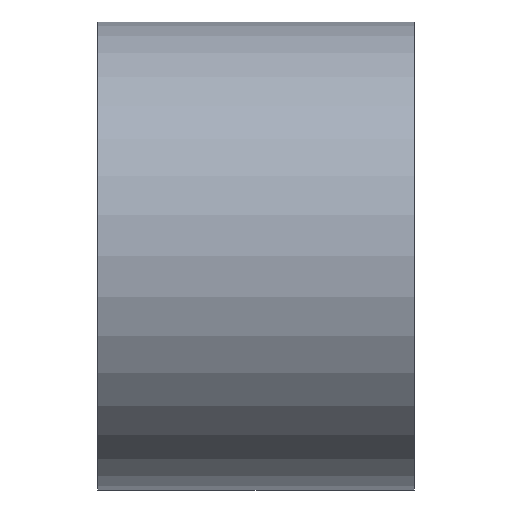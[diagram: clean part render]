
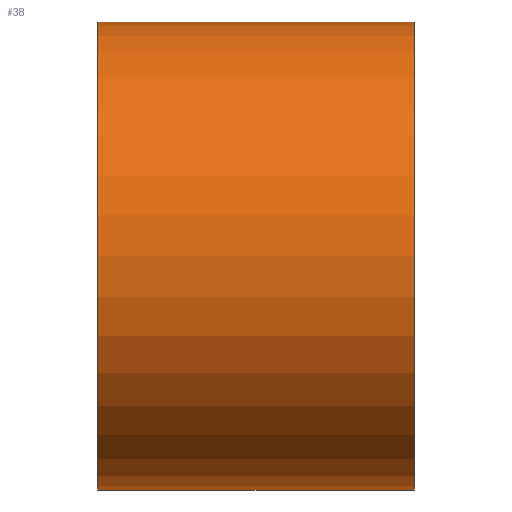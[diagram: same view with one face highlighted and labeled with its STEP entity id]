
A CAD part, left-side view. The second image highlights one B-rep face of the part: STEP entity #38.
In plain terms, the highlighted cylindrical face has radius 28.824 mm (diameter 57.648 mm), a partial arc.
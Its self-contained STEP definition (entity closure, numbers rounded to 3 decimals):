
#5 = CARTESIAN_POINT ( 'NONE',  ( 0., 140.5, 0. ) ) ;
#11 = ORIENTED_EDGE ( 'NONE', *, *, #62, .T. ) ;
#24 = CARTESIAN_POINT ( 'NONE',  ( 0., 179.5, -28.824 ) ) ;
#32 = EDGE_CURVE ( 'NONE', #121, #175, #156, .T. ) ;
#38 = ADVANCED_FACE ( 'NONE', ( #192 ), #142, .T. ) ;
#40 = CIRCLE ( 'NONE', #123, 28.824 ) ;
#41 = CIRCLE ( 'NONE', #173, 28.824 ) ;
#49 = ORIENTED_EDGE ( 'NONE', *, *, #149, .F. ) ;
#62 = EDGE_CURVE ( 'NONE', #65, #175, #41, .T. ) ;
#64 = VECTOR ( 'NONE', #183, 1000. ) ;
#65 = VERTEX_POINT ( 'NONE', #194 ) ;
#66 = DIRECTION ( 'NONE',  ( 0., 0., -1. ) ) ;
#69 = DIRECTION ( 'NONE',  ( 0., -1., 0. ) ) ;
#84 = CARTESIAN_POINT ( 'NONE',  ( 0., 140.5, 28.824 ) ) ;
#96 = ORIENTED_EDGE ( 'NONE', *, *, #32, .F. ) ;
#98 = DIRECTION ( 'NONE',  ( 0., -1., 0. ) ) ;
#104 = VECTOR ( 'NONE', #128, 1000. ) ;
#105 = ORIENTED_EDGE ( 'NONE', *, *, #197, .T. ) ;
#112 = DIRECTION ( 'NONE',  ( 0., 1., 0. ) ) ;
#115 = CARTESIAN_POINT ( 'NONE',  ( 0., 140.5, -28.824 ) ) ;
#117 = LINE ( 'NONE', #84, #64 ) ;
#118 = CARTESIAN_POINT ( 'NONE',  ( 0., 179.5, 0. ) ) ;
#121 = VERTEX_POINT ( 'NONE', #115 ) ;
#123 = AXIS2_PLACEMENT_3D ( 'NONE', #162, #98, #151 ) ;
#127 = AXIS2_PLACEMENT_3D ( 'NONE', #5, #112, #181 ) ;
#128 = DIRECTION ( 'NONE',  ( 0., 1., 0. ) ) ;
#129 = CARTESIAN_POINT ( 'NONE',  ( 0., 140.5, -28.824 ) ) ;
#142 = CYLINDRICAL_SURFACE ( 'NONE', #127, 28.824 ) ;
#149 = EDGE_CURVE ( 'NONE', #161, #121, #40, .T. ) ;
#151 = DIRECTION ( 'NONE',  ( 0., 0., -1. ) ) ;
#154 = EDGE_LOOP ( 'NONE', ( #96, #49, #105, #11 ) ) ;
#156 = LINE ( 'NONE', #129, #104 ) ;
#161 = VERTEX_POINT ( 'NONE', #166 ) ;
#162 = CARTESIAN_POINT ( 'NONE',  ( 0., 140.5, 0. ) ) ;
#166 = CARTESIAN_POINT ( 'NONE',  ( 0., 140.5, 28.824 ) ) ;
#173 = AXIS2_PLACEMENT_3D ( 'NONE', #118, #69, #66 ) ;
#175 = VERTEX_POINT ( 'NONE', #24 ) ;
#181 = DIRECTION ( 'NONE',  ( 0., 0., 1. ) ) ;
#183 = DIRECTION ( 'NONE',  ( 0., 1., 0. ) ) ;
#192 = FACE_OUTER_BOUND ( 'NONE', #154, .T. ) ;
#194 = CARTESIAN_POINT ( 'NONE',  ( 0., 179.5, 28.824 ) ) ;
#197 = EDGE_CURVE ( 'NONE', #161, #65, #117, .T. ) ;
